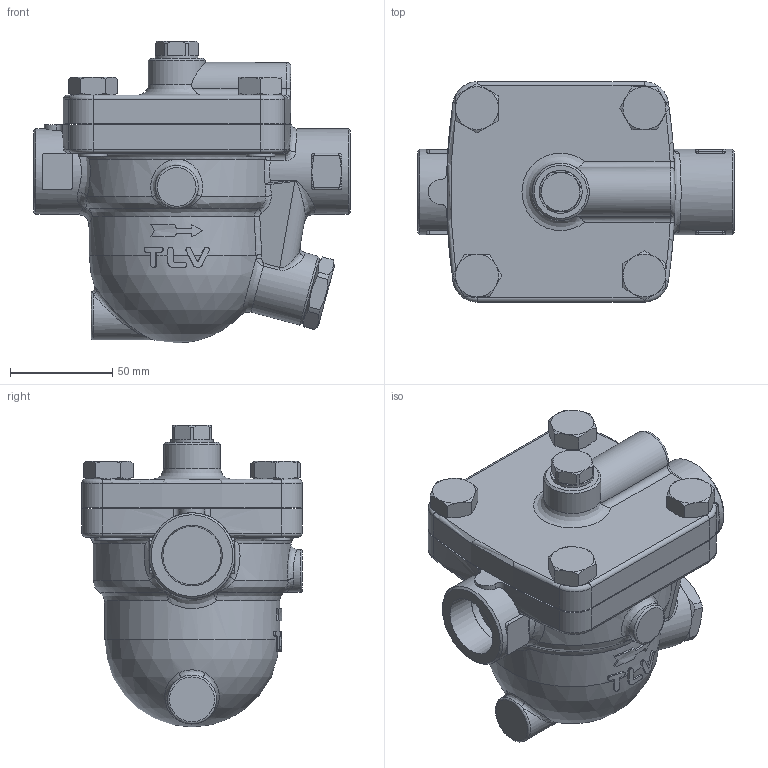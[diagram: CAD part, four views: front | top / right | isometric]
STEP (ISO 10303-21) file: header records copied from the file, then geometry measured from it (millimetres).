
FILE_DESCRIPTION((''),'2;1');
FILE_NAME('j5x00-025-screw-00.stp','2009-10-30T11:29:06',('nakaot'),(''),'Autodesk Inventor 2008','Autodesk Inventor 2008','');
FILE_SCHEMA(('AUTOMOTIVE_DESIGN { 1 0 10303 214 1 1 1 1 }'));
Length unit declared in the file: millimetre
Products named in the file (1): j5x00-025-screw-00
Bounding box: 155 x 108 x 148 mm (x, y, z)
Volume: 980384.3 mm3; surface area: 92395.4 mm2
Topology: 1 solids, 1 shells, 395 faces, 985 edges, 595 vertices
Faces by surface type: bspline 121, plane 107, cylinder 89, cone 60, torus 17, sphere 1
Full cylindrical faces by diameter (mm): 14 x8, 21 x2, 28 x1, 35 x1, 42 x2, 77 x1
Entity records: 23683 total; most frequent: CARTESIAN_POINT 15500, ORIENTED_EDGE 1816, DIRECTION 1540, EDGE_CURVE 908, AXIS2_PLACEMENT_3D 661, VERTEX_POINT 566, EDGE_LOOP 452, FACE_OUTER_BOUND 393
